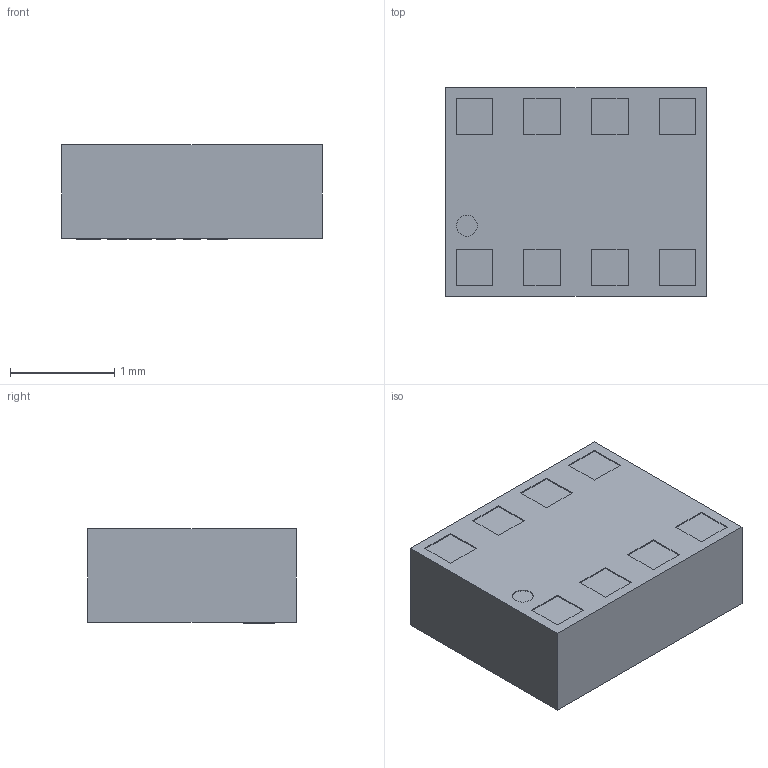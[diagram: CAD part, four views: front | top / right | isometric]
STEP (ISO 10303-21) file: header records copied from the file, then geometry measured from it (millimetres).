
FILE_DESCRIPTION (( 'STEP AP214' ), '1' );
FILE_NAME ('User Library-DPS310.STEP', '2019-12-11T10:01:03', ( '' ), ( '' ), 'SwSTEP 2.0', 'SolidWorks 2019', '' );
FILE_SCHEMA (( 'AUTOMOTIVE_DESIGN' ));
Length unit declared in the file: millimetre
Products named in the file (2): Fusion; User Library-DPS310
Assembly tree (1 placements, depth 2):
  User Library-DPS310
    Fusion
Bounding box: 2.5 x 2 x 0.91 mm (x, y, z)
Volume: 1.8 mm3; surface area: 32.1 mm2
Topology: 1 solids, 1 shells, 220 faces, 570 edges, 380 vertices
Faces by surface type: plane 136, bspline 80, cylinder 4
Entity records: 8020 total; most frequent: CARTESIAN_POINT 2006, ORIENTED_EDGE 1140, DIRECTION 706, EDGE_CURVE 570, LINE 402, VECTOR 402, VERTEX_POINT 380, EDGE_LOOP 248
